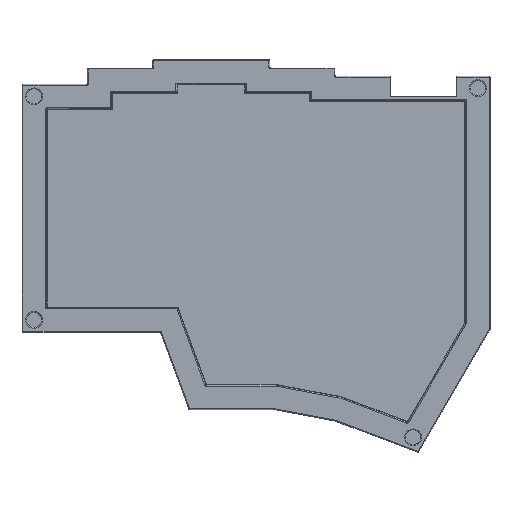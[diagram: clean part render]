
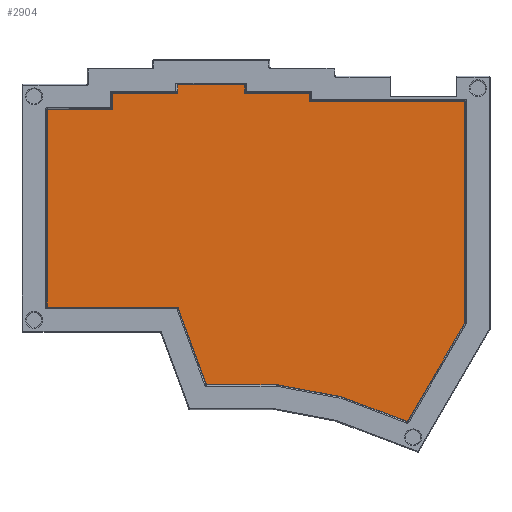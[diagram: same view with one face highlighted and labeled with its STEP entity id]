
A CAD part, top view. The second image highlights one B-rep face of the part: STEP entity #2904.
In plain terms, the highlighted planar face has unit normal (0, 0, 1).
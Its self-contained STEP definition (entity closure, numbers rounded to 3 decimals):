
#283=FACE_OUTER_BOUND('',#489,.T.);
#489=EDGE_LOOP('',(#2344,#2345,#2346,#2347,#2348,#2349,#2350,#2351,#2352,
#2353,#2354,#2355,#2356,#2357,#2358,#2359,#2360,#2361,#2362,#2363));
#672=LINE('',#4749,#886);
#693=LINE('',#4907,#907);
#705=LINE('',#4945,#919);
#707=LINE('',#4948,#921);
#710=LINE('',#4953,#924);
#713=LINE('',#4959,#927);
#715=LINE('',#4964,#929);
#718=LINE('',#4970,#932);
#720=LINE('',#4975,#934);
#723=LINE('',#4981,#937);
#725=LINE('',#4986,#939);
#728=LINE('',#4992,#942);
#730=LINE('',#4999,#944);
#733=LINE('',#5005,#947);
#735=LINE('',#5011,#949);
#738=LINE('',#5017,#952);
#739=LINE('',#5019,#953);
#886=VECTOR('',#3655,10.);
#907=VECTOR('',#3848,10.);
#919=VECTOR('',#3900,10.);
#921=VECTOR('',#3904,10.);
#924=VECTOR('',#3911,10.);
#927=VECTOR('',#3916,10.);
#929=VECTOR('',#3924,10.);
#932=VECTOR('',#3929,10.);
#934=VECTOR('',#3937,10.);
#937=VECTOR('',#3942,10.);
#939=VECTOR('',#3950,10.);
#942=VECTOR('',#3955,10.);
#944=VECTOR('',#3965,10.);
#947=VECTOR('',#3970,10.);
#949=VECTOR('',#3978,10.);
#952=VECTOR('',#3985,10.);
#953=VECTOR('',#3988,10.);
#1089=CIRCLE('',#3128,0.5);
#1096=CIRCLE('',#3140,0.5);
#1118=CIRCLE('',#3175,0.5);
#1333=VERTEX_POINT('',#4747);
#1334=VERTEX_POINT('',#4748);
#1339=VERTEX_POINT('',#4762);
#1343=VERTEX_POINT('',#4773);
#1349=VERTEX_POINT('',#4793);
#1355=VERTEX_POINT('',#4813);
#1356=VERTEX_POINT('',#4814);
#1362=VERTEX_POINT('',#4835);
#1363=VERTEX_POINT('',#4836);
#1370=VERTEX_POINT('',#4856);
#1372=VERTEX_POINT('',#4864);
#1379=VERTEX_POINT('',#4883);
#1382=VERTEX_POINT('',#4898);
#1383=VERTEX_POINT('',#4899);
#1393=VERTEX_POINT('',#4958);
#1395=VERTEX_POINT('',#4969);
#1397=VERTEX_POINT('',#4980);
#1399=VERTEX_POINT('',#4991);
#1402=VERTEX_POINT('',#5004);
#1403=VERTEX_POINT('',#5010);
#1589=EDGE_CURVE('',#1333,#1334,#672,.T.);
#1621=EDGE_CURVE('',#1355,#1356,#1089,.T.);
#1632=EDGE_CURVE('',#1362,#1363,#1096,.T.);
#1663=EDGE_CURVE('',#1382,#1383,#1118,.T.);
#1667=EDGE_CURVE('',#1383,#1379,#693,.T.);
#1688=EDGE_CURVE('',#1372,#1382,#705,.T.);
#1690=EDGE_CURVE('',#1379,#1370,#707,.T.);
#1693=EDGE_CURVE('',#1363,#1372,#710,.T.);
#1696=EDGE_CURVE('',#1370,#1393,#713,.T.);
#1699=EDGE_CURVE('',#1356,#1362,#715,.T.);
#1702=EDGE_CURVE('',#1393,#1395,#718,.T.);
#1705=EDGE_CURVE('',#1349,#1355,#720,.T.);
#1708=EDGE_CURVE('',#1395,#1397,#723,.T.);
#1711=EDGE_CURVE('',#1343,#1349,#725,.T.);
#1714=EDGE_CURVE('',#1397,#1399,#728,.T.);
#1718=EDGE_CURVE('',#1339,#1343,#730,.T.);
#1721=EDGE_CURVE('',#1399,#1402,#733,.T.);
#1724=EDGE_CURVE('',#1403,#1339,#735,.T.);
#1728=EDGE_CURVE('',#1402,#1333,#738,.T.);
#1729=EDGE_CURVE('',#1334,#1403,#739,.T.);
#2344=ORIENTED_EDGE('',*,*,#1663,.F.);
#2345=ORIENTED_EDGE('',*,*,#1688,.F.);
#2346=ORIENTED_EDGE('',*,*,#1693,.F.);
#2347=ORIENTED_EDGE('',*,*,#1632,.F.);
#2348=ORIENTED_EDGE('',*,*,#1699,.F.);
#2349=ORIENTED_EDGE('',*,*,#1621,.F.);
#2350=ORIENTED_EDGE('',*,*,#1705,.F.);
#2351=ORIENTED_EDGE('',*,*,#1711,.F.);
#2352=ORIENTED_EDGE('',*,*,#1718,.F.);
#2353=ORIENTED_EDGE('',*,*,#1724,.F.);
#2354=ORIENTED_EDGE('',*,*,#1729,.F.);
#2355=ORIENTED_EDGE('',*,*,#1589,.F.);
#2356=ORIENTED_EDGE('',*,*,#1728,.F.);
#2357=ORIENTED_EDGE('',*,*,#1721,.F.);
#2358=ORIENTED_EDGE('',*,*,#1714,.F.);
#2359=ORIENTED_EDGE('',*,*,#1708,.F.);
#2360=ORIENTED_EDGE('',*,*,#1702,.F.);
#2361=ORIENTED_EDGE('',*,*,#1696,.F.);
#2362=ORIENTED_EDGE('',*,*,#1690,.F.);
#2363=ORIENTED_EDGE('',*,*,#1667,.F.);
#2787=PLANE('',#3239);
#2904=ADVANCED_FACE('',(#283),#2787,.T.);
#3128=AXIS2_PLACEMENT_3D('',#4815,#3733,#3734);
#3140=AXIS2_PLACEMENT_3D('',#4837,#3760,#3761);
#3175=AXIS2_PLACEMENT_3D('',#4900,#3838,#3839);
#3239=AXIS2_PLACEMENT_3D('',#5041,#4022,#4023);
#3655=DIRECTION('',(1.,0.,0.));
#3733=DIRECTION('center_axis',(0.,0.,1.));
#3734=DIRECTION('ref_axis',(0.269,0.963,0.));
#3760=DIRECTION('center_axis',(0.,0.,1.));
#3761=DIRECTION('ref_axis',(0.093,0.996,0.));
#3838=DIRECTION('center_axis',(0.,0.,1.));
#3839=DIRECTION('ref_axis',(0.572,0.82,0.));
#3848=DIRECTION('',(-1.,0.,0.));
#3900=DIRECTION('',(-0.346,0.938,0.));
#3904=DIRECTION('',(0.,1.,0.));
#3911=DIRECTION('',(-1.,0.,0.));
#3916=DIRECTION('',(1.,0.,0.));
#3924=DIRECTION('',(-0.983,0.184,0.));
#3929=DIRECTION('',(0.,1.,0.));
#3937=DIRECTION('',(-0.936,0.351,0.));
#3942=DIRECTION('',(1.,0.,0.));
#3950=DIRECTION('',(-0.504,-0.864,0.));
#3955=DIRECTION('',(0.,1.,0.));
#3965=DIRECTION('',(0.,-1.,0.));
#3970=DIRECTION('',(1.,0.,0.));
#3978=DIRECTION('',(1.,0.,0.));
#3985=DIRECTION('',(0.,-1.,0.));
#3988=DIRECTION('',(0.,-1.,0.));
#4022=DIRECTION('center_axis',(0.,0.,1.));
#4023=DIRECTION('ref_axis',(1.,0.,0.));
#4747=CARTESIAN_POINT('',(-77.6,5.013,3.));
#4748=CARTESIAN_POINT('',(-58.55,5.013,3.));
#4749=CARTESIAN_POINT('',(-75.814,5.013,3.));
#4762=CARTESIAN_POINT('',(-13.306,2.631,3.));
#4773=CARTESIAN_POINT('',(-13.306,-61.98,3.));
#4793=CARTESIAN_POINT('',(-30.115,-90.796,3.));
#4813=CARTESIAN_POINT('',(-49.302,-83.601,3.));
#4814=CARTESIAN_POINT('',(-49.385,-83.577,3.));
#4815=CARTESIAN_POINT('Origin',(-49.477,-84.069,3.));
#4835=CARTESIAN_POINT('',(-68.303,-80.03,3.));
#4836=CARTESIAN_POINT('',(-68.395,-80.022,3.));
#4837=CARTESIAN_POINT('Origin',(-68.395,-80.522,3.));
#4856=CARTESIAN_POINT('',(-135.25,0.25,3.));
#4864=CARTESIAN_POINT('',(-88.74,-80.022,3.));
#4883=CARTESIAN_POINT('',(-135.25,-57.4,3.));
#4898=CARTESIAN_POINT('',(-96.954,-57.727,3.));
#4899=CARTESIAN_POINT('',(-97.423,-57.4,3.));
#4900=CARTESIAN_POINT('Origin',(-97.423,-57.9,3.));
#4907=CARTESIAN_POINT('',(-85.763,-57.4,3.));
#4945=CARTESIAN_POINT('',(-94.056,-65.592,3.));
#4948=CARTESIAN_POINT('',(-135.25,-49.69,3.));
#4953=CARTESIAN_POINT('',(-71.325,-80.022,3.));
#4958=CARTESIAN_POINT('',(-116.2,0.25,3.));
#4959=CARTESIAN_POINT('',(-104.889,0.25,3.));
#4964=CARTESIAN_POINT('',(-65.188,-80.614,3.));
#4969=CARTESIAN_POINT('',(-116.2,5.013,3.));
#4970=CARTESIAN_POINT('',(-116.2,-20.615,3.));
#4975=CARTESIAN_POINT('',(-57.441,-80.548,3.));
#4980=CARTESIAN_POINT('',(-97.15,5.013,3.));
#4981=CARTESIAN_POINT('',(-95.364,5.013,3.));
#4986=CARTESIAN_POINT('',(-16.622,-67.665,3.));
#4991=CARTESIAN_POINT('',(-97.15,7.394,3.));
#4992=CARTESIAN_POINT('',(-97.15,-18.234,3.));
#4999=CARTESIAN_POINT('',(-13.306,-19.424,3.));
#5004=CARTESIAN_POINT('',(-77.6,7.394,3.));
#5005=CARTESIAN_POINT('',(-85.839,7.394,3.));
#5010=CARTESIAN_POINT('',(-58.55,2.631,3.));
#5011=CARTESIAN_POINT('',(-66.289,2.631,3.));
#5017=CARTESIAN_POINT('',(-77.6,-17.043,3.));
#5019=CARTESIAN_POINT('',(-58.55,-18.234,3.));
#5041=CARTESIAN_POINT('Origin',(-74.278,-41.73,3.));
